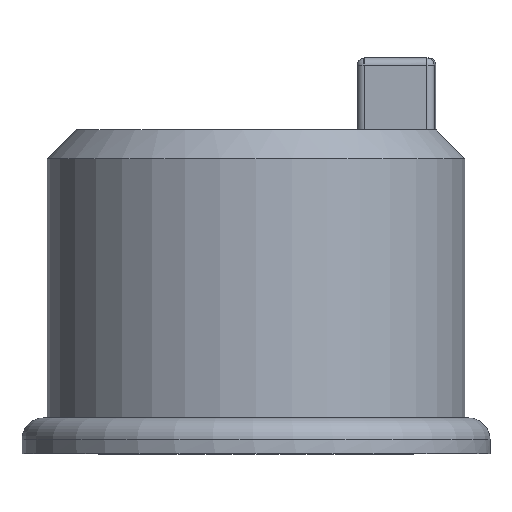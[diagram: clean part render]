
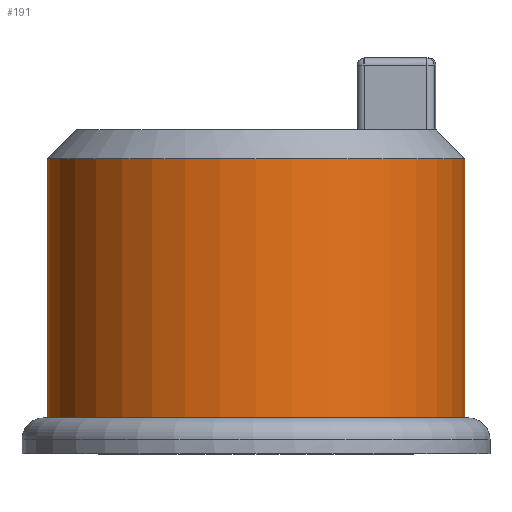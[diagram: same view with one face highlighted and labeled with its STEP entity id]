
A CAD part, left-side view. The second image highlights one B-rep face of the part: STEP entity #191.
In plain terms, the highlighted cylindrical face has radius 2.9 mm (diameter 5.8 mm), a partial arc.
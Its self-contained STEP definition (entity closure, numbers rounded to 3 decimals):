
#7 = DIRECTION ( 'NONE',  ( 1., 0., 0. ) ) ;
#32 = VERTEX_POINT ( 'NONE', #151 ) ;
#106 = CARTESIAN_POINT ( 'NONE',  ( 0., 0., 19.5 ) ) ;
#111 = DIRECTION ( 'NONE',  ( 0., 0., 1. ) ) ;
#121 = VECTOR ( 'NONE', #720, 1000. ) ;
#151 = CARTESIAN_POINT ( 'NONE',  ( 0., -2.9, 15.9 ) ) ;
#161 = ORIENTED_EDGE ( 'NONE', *, *, #339, .T. ) ;
#171 = CARTESIAN_POINT ( 'NONE',  ( 0., 2.9, 19.5 ) ) ;
#184 = VERTEX_POINT ( 'NONE', #367 ) ;
#187 = CARTESIAN_POINT ( 'NONE',  ( 0., -2.9, 19.9 ) ) ;
#191 = ADVANCED_FACE ( 'NONE', ( #902 ), #385, .T. ) ;
#206 = EDGE_CURVE ( 'NONE', #32, #184, #1192, .T. ) ;
#255 = CIRCLE ( 'NONE', #946, 2.9 ) ;
#271 = EDGE_CURVE ( 'NONE', #184, #698, #255, .T. ) ;
#287 = DIRECTION ( 'NONE',  ( 0., -1., 0. ) ) ;
#339 = EDGE_CURVE ( 'NONE', #916, #32, #817, .T. ) ;
#343 = DIRECTION ( 'NONE',  ( 0., 0., 1. ) ) ;
#367 = CARTESIAN_POINT ( 'NONE',  ( 0., -2.9, 19.5 ) ) ;
#385 = CYLINDRICAL_SURFACE ( 'NONE', #802, 2.9 ) ;
#405 = DIRECTION ( 'NONE',  ( 1., 0., 0. ) ) ;
#432 = LINE ( 'NONE', #787, #908 ) ;
#483 = ORIENTED_EDGE ( 'NONE', *, *, #206, .T. ) ;
#580 = CARTESIAN_POINT ( 'NONE',  ( 0., 0., 15.9 ) ) ;
#582 = ORIENTED_EDGE ( 'NONE', *, *, #271, .T. ) ;
#628 = EDGE_CURVE ( 'NONE', #916, #698, #432, .T. ) ;
#669 = ORIENTED_EDGE ( 'NONE', *, *, #628, .F. ) ;
#685 = EDGE_LOOP ( 'NONE', ( #669, #161, #483, #582 ) ) ;
#698 = VERTEX_POINT ( 'NONE', #171 ) ;
#720 = DIRECTION ( 'NONE',  ( 0., 0., 1. ) ) ;
#787 = CARTESIAN_POINT ( 'NONE',  ( 0., 2.9, 19.9 ) ) ;
#802 = AXIS2_PLACEMENT_3D ( 'NONE', #1105, #1196, #287 ) ;
#817 = CIRCLE ( 'NONE', #953, 2.9 ) ;
#902 = FACE_OUTER_BOUND ( 'NONE', #685, .T. ) ;
#908 = VECTOR ( 'NONE', #343, 1000. ) ;
#916 = VERTEX_POINT ( 'NONE', #1043 ) ;
#946 = AXIS2_PLACEMENT_3D ( 'NONE', #106, #1023, #7 ) ;
#953 = AXIS2_PLACEMENT_3D ( 'NONE', #580, #111, #405 ) ;
#1023 = DIRECTION ( 'NONE',  ( 0., 0., -1. ) ) ;
#1043 = CARTESIAN_POINT ( 'NONE',  ( 0., 2.9, 15.9 ) ) ;
#1105 = CARTESIAN_POINT ( 'NONE',  ( 0., 0., 19.9 ) ) ;
#1192 = LINE ( 'NONE', #187, #121 ) ;
#1196 = DIRECTION ( 'NONE',  ( 0., 0., 1. ) ) ;
